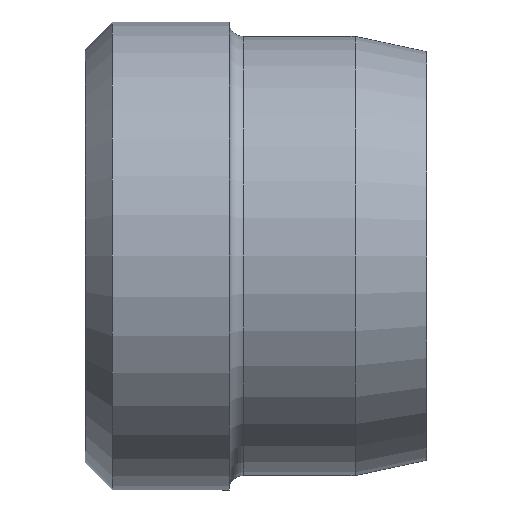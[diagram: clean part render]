
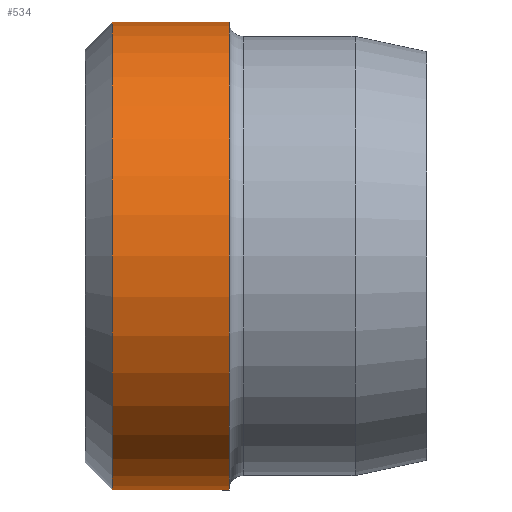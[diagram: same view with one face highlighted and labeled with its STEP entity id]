
A CAD part, left-side view. The second image highlights one B-rep face of the part: STEP entity #534.
In plain terms, the highlighted cylindrical face has radius 6.5 mm (diameter 13 mm), a partial arc.
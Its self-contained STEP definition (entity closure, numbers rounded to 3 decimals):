
#37 = FACE_OUTER_BOUND ( 'NONE', #644, .T. ) ;
#38 = CYLINDRICAL_SURFACE ( 'NONE', #416, 6.5 ) ;
#51 = LINE ( 'NONE', #374, #462 ) ;
#61 = LINE ( 'NONE', #379, #465 ) ;
#125 = CARTESIAN_POINT ( 'NONE',  ( 0., 8.75, 6.5 ) ) ;
#126 = CARTESIAN_POINT ( 'NONE',  ( 0., 8.75, -6.5 ) ) ;
#127 = CARTESIAN_POINT ( 'NONE',  ( 0., 5.5, 6.5 ) ) ;
#128 = CARTESIAN_POINT ( 'NONE',  ( 0., 5.5, -6.5 ) ) ;
#196 = ORIENTED_EDGE ( 'NONE', *, *, #578, .F. ) ;
#197 = ORIENTED_EDGE ( 'NONE', *, *, #563, .F. ) ;
#198 = ORIENTED_EDGE ( 'NONE', *, *, #567, .T. ) ;
#199 = ORIENTED_EDGE ( 'NONE', *, *, #565, .T. ) ;
#224 = DIRECTION ( 'NONE',  ( 0., 0., 1. ) ) ;
#232 = DIRECTION ( 'NONE',  ( 0., 1., 0. ) ) ;
#235 = CARTESIAN_POINT ( 'NONE',  ( 0., 8.75, 0. ) ) ;
#294 = CARTESIAN_POINT ( 'NONE',  ( 0., 0., 0. ) ) ;
#295 = DIRECTION ( 'NONE',  ( 0., 1., 0. ) ) ;
#296 = DIRECTION ( 'NONE',  ( 0., 0., 1. ) ) ;
#374 = CARTESIAN_POINT ( 'NONE',  ( 0., 0., -6.5 ) ) ;
#375 = DIRECTION ( 'NONE',  ( 0., 1., 0. ) ) ;
#379 = CARTESIAN_POINT ( 'NONE',  ( 0., 0., 6.5 ) ) ;
#380 = DIRECTION ( 'NONE',  ( 0., 1., 0. ) ) ;
#384 = CARTESIAN_POINT ( 'NONE',  ( 0., 5.5, 0. ) ) ;
#385 = DIRECTION ( 'NONE',  ( 0., 1., 0. ) ) ;
#386 = DIRECTION ( 'NONE',  ( 0., 0., 1. ) ) ;
#416 = AXIS2_PLACEMENT_3D ( 'NONE', #294, #295, #296 ) ;
#462 = VECTOR ( 'NONE', #375, 1000. ) ;
#465 = VECTOR ( 'NONE', #380, 1000. ) ;
#467 = CIRCLE ( 'NONE', #468, 6.5 ) ;
#468 = AXIS2_PLACEMENT_3D ( 'NONE', #384, #385, #386 ) ;
#478 = CIRCLE ( 'NONE', #487, 6.5 ) ;
#487 = AXIS2_PLACEMENT_3D ( 'NONE', #235, #232, #224 ) ;
#534 = ADVANCED_FACE ( 'NONE', ( #37 ), #38, .T. ) ;
#563 = EDGE_CURVE ( 'NONE', #631, #629, #51, .T. ) ;
#565 = EDGE_CURVE ( 'NONE', #630, #628, #61, .T. ) ;
#567 = EDGE_CURVE ( 'NONE', #631, #630, #467, .T. ) ;
#578 = EDGE_CURVE ( 'NONE', #629, #628, #478, .T. ) ;
#628 = VERTEX_POINT ( 'NONE', #125 ) ;
#629 = VERTEX_POINT ( 'NONE', #126 ) ;
#630 = VERTEX_POINT ( 'NONE', #127 ) ;
#631 = VERTEX_POINT ( 'NONE', #128 ) ;
#644 = EDGE_LOOP ( 'NONE', ( #197, #198, #199, #196 ) ) ;
